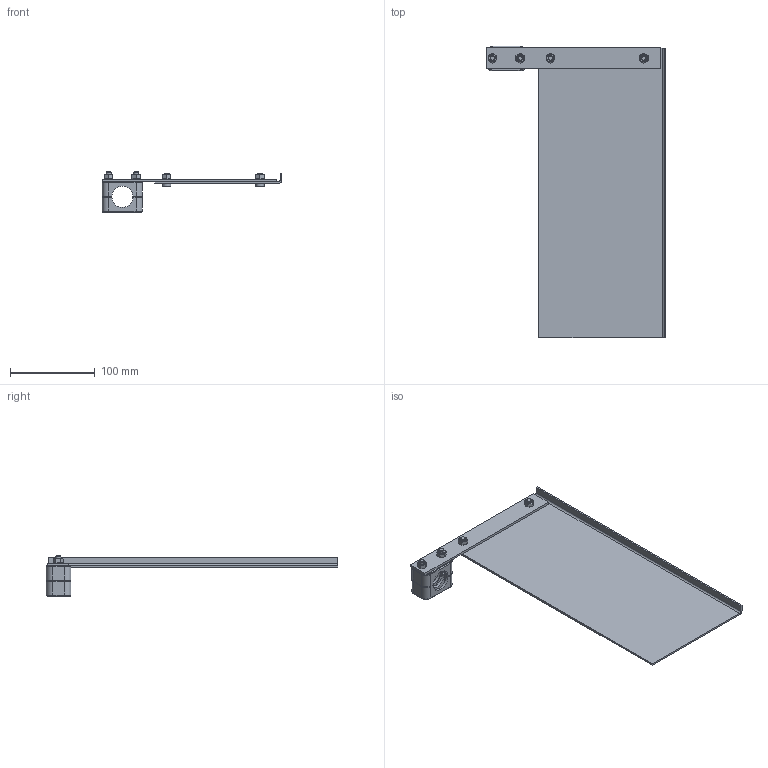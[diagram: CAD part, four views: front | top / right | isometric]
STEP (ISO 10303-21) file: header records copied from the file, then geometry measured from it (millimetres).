
FILE_DESCRIPTION(/* description */ ('Customer part'),/* implementation_level */ '2;1');
FILE_NAME(/* name */ '800000010078_PRT_000.step',/* time_stamp */ '2018-07-16T18:17:54+02:00',/* author */ ('IMPORT'),/* organization */ ('WERMA Signaltechnik GmbH+Co.KG'),/* preprocessor_version */ 'ST-DEVELOPER v17',/* originating_system */ 'Autodesk Inventor 2018',/* authorisation */ 'public');
FILE_SCHEMA (('AUTOMOTIVE_DESIGN { 1 0 10303 214 3 1 1 }'));
Length unit declared in the file: millimetre
Products named in the file (1): 800000010078
Bounding box: 212.2 x 344 x 47.3 mm (x, y, z)
Volume: 153369.5 mm3; surface area: 130994.9 mm2
Topology: 1 solids, 3 shells, 486 faces, 1292 edges, 862 vertices
Faces by surface type: plane 352, cylinder 106, cone 20, torus 8
Full cylindrical faces by diameter (mm): 3 x4, 6 x8, 6.2 x2, 6.5 x8, 10 x4, 12.3 x4
Entity records: 15517 total; most frequent: CARTESIAN_POINT 2789, ORIENTED_EDGE 2576, DIRECTION 2466, EDGE_CURVE 1288, LINE 932, VECTOR 932, VERTEX_POINT 862, AXIS2_PLACEMENT_3D 767
